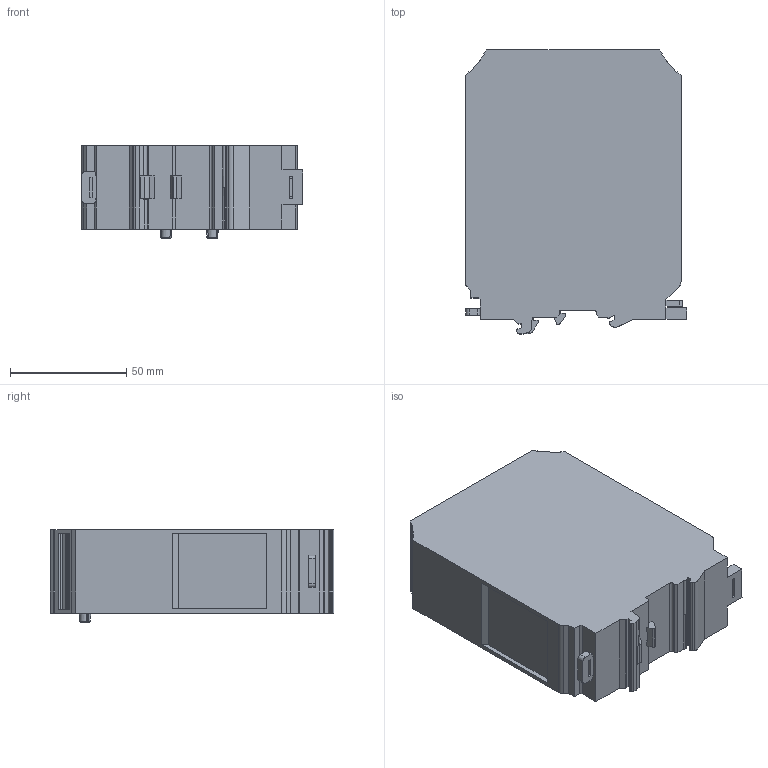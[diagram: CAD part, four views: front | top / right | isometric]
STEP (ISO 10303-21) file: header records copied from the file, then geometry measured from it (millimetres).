
FILE_DESCRIPTION (( 'STEP AP214' ), '1' );
FILE_NAME ('304360_AVK 240_Grey.STP', '2013-11-11T11:56:14', ( 'arge' ), ( 'Microsoft' ), 'SwSTEP 2.0', 'SolidWorks 2013', '' );
FILE_SCHEMA (( 'AUTOMOTIVE_DESIGN' ));
Length unit declared in the file: millimetre
Products named in the file (1): 304360_AVK 240_Grey
Bounding box: 95.5 x 122.27 x 40 mm (x, y, z)
Volume: 372643.9 mm3; surface area: 38852.7 mm2
Topology: 1 solids, 2 shells, 264 faces, 732 edges, 484 vertices
Faces by surface type: plane 171, cylinder 54, cone 39
Entity records: 8538 total; most frequent: CARTESIAN_POINT 1686, ORIENTED_EDGE 1464, DIRECTION 1370, EDGE_CURVE 732, LINE 506, VECTOR 506, VERTEX_POINT 484, AXIS2_PLACEMENT_3D 432
